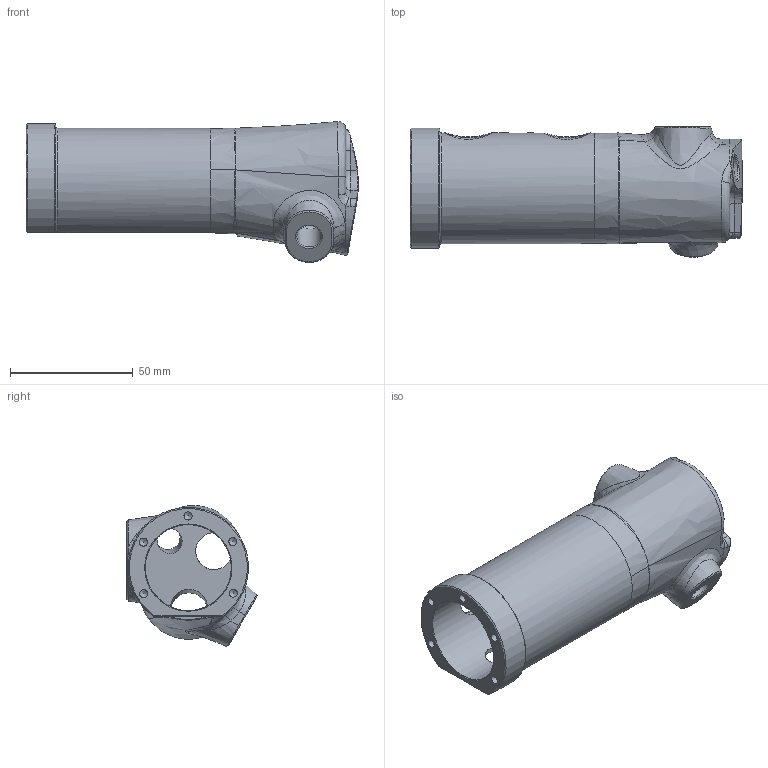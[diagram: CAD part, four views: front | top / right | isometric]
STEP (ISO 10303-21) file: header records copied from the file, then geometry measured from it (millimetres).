
FILE_DESCRIPTION(/* description */ (''),/* implementation_level */ '2;1');
FILE_NAME(/* name */ '32000-Grip Chassis.step',/* time_stamp */ '2025-05-05T21:07:49-07:00',/* author */ (''),/* organization */ (''),/* preprocessor_version */ 'ST-DEVELOPER v20.1',/* originating_system */ 'Autodesk Translation Framework v14.4.0.0',/* authorisation */ '');
FILE_SCHEMA (('AUTOMOTIVE_DESIGN { 1 0 10303 214 3 1 1 }'));
Length unit declared in the file: millimetre
Products named in the file (1): 320-001 Grip Chassis
Bounding box: 135 x 53 x 57.28 mm (x, y, z)
Volume: 90496.7 mm3; surface area: 38098.4 mm2
Topology: 1 solids, 1 shells, 215 faces, 600 edges, 376 vertices
Faces by surface type: bspline 102, cylinder 40, plane 38, cone 28, torus 7
Full cylindrical faces by diameter (mm): 3.3 x5, 10 x7, 14 x1, 15 x5, 18 x2, 35 x1
Entity records: 11521 total; most frequent: CARTESIAN_POINT 6761, ORIENTED_EDGE 1174, DIRECTION 659, EDGE_CURVE 587, VERTEX_POINT 376, B_SPLINE_CURVE_WITH_KNOTS 276, EDGE_LOOP 241, AXIS2_PLACEMENT_3D 236
